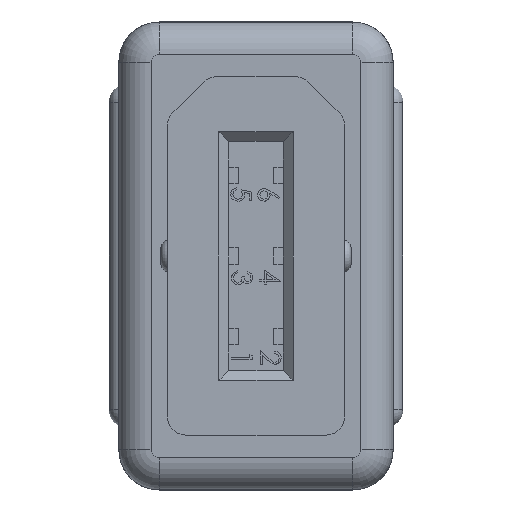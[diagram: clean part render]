
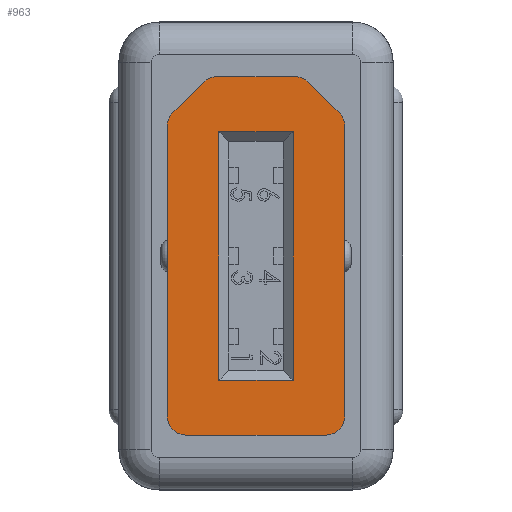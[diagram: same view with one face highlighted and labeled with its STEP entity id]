
A CAD part, left-side view. The second image highlights one B-rep face of the part: STEP entity #963.
In plain terms, the highlighted face is planar.
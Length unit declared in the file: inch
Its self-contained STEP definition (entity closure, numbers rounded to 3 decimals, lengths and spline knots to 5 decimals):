
#461 = EDGE_LOOP ( 'NONE', ( #1006, #998, #1067, #1013 ) ) ;
#741 = VERTEX_POINT ( 'NONE', #7751 ) ;
#743 = EDGE_CURVE ( 'NONE', #744, #741, #7750, .T. ) ;
#744 = VERTEX_POINT ( 'NONE', #7746 ) ;
#782 = VERTEX_POINT ( 'NONE', #7867 ) ;
#814 = EDGE_CURVE ( 'NONE', #815, #782, #7951, .T. ) ;
#815 = VERTEX_POINT ( 'NONE', #7946 ) ;
#922 = VERTEX_POINT ( 'NONE', #8370 ) ;
#924 = EDGE_CURVE ( 'NONE', #992, #922, #8368, .T. ) ;
#928 = EDGE_CURVE ( 'NONE', #959, #744, #8360, .T. ) ;
#936 = VERTEX_POINT ( 'NONE', #8406 ) ;
#938 = EDGE_CURVE ( 'NONE', #1032, #936, #8405, .T. ) ;
#941 = EDGE_CURVE ( 'NONE', #967, #977, #8396, .T. ) ;
#947 = EDGE_CURVE ( 'NONE', #782, #959, #8385, .T. ) ;
#959 = VERTEX_POINT ( 'NONE', #8418 ) ;
#961 = EDGE_CURVE ( 'NONE', #936, #815, #8416, .T. ) ;
#963 = ADVANCED_FACE ( 'NONE', ( #8417, #8478 ), #8477, .F. ) ;
#967 = VERTEX_POINT ( 'NONE', #8467 ) ;
#969 = EDGE_CURVE ( 'NONE', #741, #967, #8465, .T. ) ;
#977 = VERTEX_POINT ( 'NONE', #8450 ) ;
#981 = VERTEX_POINT ( 'NONE', #8509 ) ;
#983 = EDGE_CURVE ( 'NONE', #977, #981, #8508, .T. ) ;
#992 = VERTEX_POINT ( 'NONE', #8488 ) ;
#994 = EDGE_CURVE ( 'NONE', #981, #992, #8487, .T. ) ;
#996 = ORIENTED_EDGE ( 'NONE', *, *, #928, .T. ) ;
#997 = ORIENTED_EDGE ( 'NONE', *, *, #743, .T. ) ;
#998 = ORIENTED_EDGE ( 'NONE', *, *, #1007, .T. ) ;
#999 = EDGE_CURVE ( 'NONE', #1059, #1021, #8483, .T. ) ;
#1000 = ORIENTED_EDGE ( 'NONE', *, *, #961, .T. ) ;
#1006 = ORIENTED_EDGE ( 'NONE', *, *, #1023, .T. ) ;
#1007 = EDGE_CURVE ( 'NONE', #1078, #1059, #8533, .T. ) ;
#1008 = ORIENTED_EDGE ( 'NONE', *, *, #983, .T. ) ;
#1009 = ORIENTED_EDGE ( 'NONE', *, *, #994, .T. ) ;
#1013 = ORIENTED_EDGE ( 'NONE', *, *, #1076, .T. ) ;
#1014 = VERTEX_POINT ( 'NONE', #8529 ) ;
#1018 = ORIENTED_EDGE ( 'NONE', *, *, #924, .T. ) ;
#1019 = ORIENTED_EDGE ( 'NONE', *, *, #1034, .T. ) ;
#1020 = ORIENTED_EDGE ( 'NONE', *, *, #938, .T. ) ;
#1021 = VERTEX_POINT ( 'NONE', #8565 ) ;
#1022 = ORIENTED_EDGE ( 'NONE', *, *, #814, .T. ) ;
#1023 = EDGE_CURVE ( 'NONE', #1014, #1078, #8564, .T. ) ;
#1032 = VERTEX_POINT ( 'NONE', #8545 ) ;
#1034 = EDGE_CURVE ( 'NONE', #922, #1032, #8543, .T. ) ;
#1054 = ORIENTED_EDGE ( 'NONE', *, *, #947, .T. ) ;
#1059 = VERTEX_POINT ( 'NONE', #8578 ) ;
#1067 = ORIENTED_EDGE ( 'NONE', *, *, #999, .T. ) ;
#1074 = ORIENTED_EDGE ( 'NONE', *, *, #969, .T. ) ;
#1075 = ORIENTED_EDGE ( 'NONE', *, *, #941, .T. ) ;
#1076 = EDGE_CURVE ( 'NONE', #1021, #1014, #8657, .T. ) ;
#1077 = EDGE_LOOP ( 'NONE', ( #1022, #1054, #996, #997, #1074, #1075, #1008, #1009, #1018, #1019, #1020, #1000 ) ) ;
#1078 = VERTEX_POINT ( 'NONE', #8653 ) ;
#7746 = CARTESIAN_POINT ( 'NONE',  ( 0.19488, 0.10827, 0.41732 ) ) ;
#7747 = DIRECTION ( 'NONE',  ( -1., 0., 0. ) ) ;
#7748 = VECTOR ( 'NONE', #7747, 39.37008 ) ;
#7749 = CARTESIAN_POINT ( 'NONE',  ( 0.19488, 0.10827, 0.41732 ) ) ;
#7750 = LINE ( 'NONE', #7749, #7748 ) ;
#7751 = CARTESIAN_POINT ( 'NONE',  ( -0.15945, 0.10827, 0.41732 ) ) ;
#7867 = CARTESIAN_POINT ( 'NONE',  ( 0.2185, -0.08465, 0.41732 ) ) ;
#7946 = CARTESIAN_POINT ( 'NONE',  ( 0.19488, -0.10827, 0.41732 ) ) ;
#7947 = DIRECTION ( 'NONE',  ( -1., 0., 0. ) ) ;
#7948 = DIRECTION ( 'NONE',  ( 0., 0., 1. ) ) ;
#7949 = CARTESIAN_POINT ( 'NONE',  ( 0.19488, -0.08465, 0.41732 ) ) ;
#7950 = AXIS2_PLACEMENT_3D ( 'NONE', #7949, #7948, #7947 ) ;
#7951 = CIRCLE ( 'NONE', #7950, 0.02362 ) ;
#8356 = DIRECTION ( 'NONE',  ( -1., 0., 0. ) ) ;
#8357 = DIRECTION ( 'NONE',  ( 0., 0., 1. ) ) ;
#8358 = CARTESIAN_POINT ( 'NONE',  ( 0.19488, 0.08465, 0.41732 ) ) ;
#8359 = AXIS2_PLACEMENT_3D ( 'NONE', #8358, #8357, #8356 ) ;
#8360 = CIRCLE ( 'NONE', #8359, 0.02362 ) ;
#8364 = DIRECTION ( 'NONE',  ( 1., 0., 0. ) ) ;
#8365 = DIRECTION ( 'NONE',  ( 0., 0., 1. ) ) ;
#8366 = CARTESIAN_POINT ( 'NONE',  ( -0.19882, -0.04921, 0.41732 ) ) ;
#8367 = AXIS2_PLACEMENT_3D ( 'NONE', #8366, #8365, #8364 ) ;
#8368 = CIRCLE ( 'NONE', #8367, 0.01969 ) ;
#8370 = CARTESIAN_POINT ( 'NONE',  ( -0.21274, -0.06313, 0.41732 ) ) ;
#8385 = LINE ( 'NONE', #8445, #8444 ) ;
#8393 = DIRECTION ( 'NONE',  ( -0.707, -0.707, 0. ) ) ;
#8394 = VECTOR ( 'NONE', #8393, 39.37008 ) ;
#8395 = CARTESIAN_POINT ( 'NONE',  ( -0.21274, 0.06313, 0.41732 ) ) ;
#8396 = LINE ( 'NONE', #8395, #8394 ) ;
#8401 = DIRECTION ( 'NONE',  ( -1., 0., 0. ) ) ;
#8402 = DIRECTION ( 'NONE',  ( 0., 0., 1. ) ) ;
#8403 = CARTESIAN_POINT ( 'NONE',  ( -0.15945, -0.08858, 0.41732 ) ) ;
#8404 = AXIS2_PLACEMENT_3D ( 'NONE', #8403, #8402, #8401 ) ;
#8405 = CIRCLE ( 'NONE', #8404, 0.01969 ) ;
#8406 = CARTESIAN_POINT ( 'NONE',  ( -0.15945, -0.10827, 0.41732 ) ) ;
#8413 = DIRECTION ( 'NONE',  ( 1., 0., 0. ) ) ;
#8414 = VECTOR ( 'NONE', #8413, 39.37008 ) ;
#8415 = CARTESIAN_POINT ( 'NONE',  ( -0.15945, -0.10827, 0.41732 ) ) ;
#8416 = LINE ( 'NONE', #8415, #8414 ) ;
#8417 = FACE_BOUND ( 'NONE', #461, .T. ) ;
#8418 = CARTESIAN_POINT ( 'NONE',  ( 0.2185, 0.08465, 0.41732 ) ) ;
#8443 = DIRECTION ( 'NONE',  ( 0., 1., 0. ) ) ;
#8444 = VECTOR ( 'NONE', #8443, 39.37008 ) ;
#8445 = CARTESIAN_POINT ( 'NONE',  ( 0.2185, -0.08465, 0.41732 ) ) ;
#8450 = CARTESIAN_POINT ( 'NONE',  ( -0.21274, 0.06313, 0.41732 ) ) ;
#8461 = DIRECTION ( 'NONE',  ( 1., 0., 0. ) ) ;
#8462 = DIRECTION ( 'NONE',  ( 0., 0., 1. ) ) ;
#8463 = CARTESIAN_POINT ( 'NONE',  ( -0.15945, 0.08858, 0.41732 ) ) ;
#8464 = AXIS2_PLACEMENT_3D ( 'NONE', #8463, #8462, #8461 ) ;
#8465 = CIRCLE ( 'NONE', #8464, 0.01969 ) ;
#8467 = CARTESIAN_POINT ( 'NONE',  ( -0.17337, 0.1025, 0.41732 ) ) ;
#8473 = DIRECTION ( 'NONE',  ( -1., 0., 0. ) ) ;
#8474 = DIRECTION ( 'NONE',  ( 0., 0., -1. ) ) ;
#8475 = CARTESIAN_POINT ( 'NONE',  ( 0.19488, -0.08465, 0.41732 ) ) ;
#8476 = AXIS2_PLACEMENT_3D ( 'NONE', #8475, #8474, #8473 ) ;
#8477 = PLANE ( 'NONE',  #8476 ) ;
#8478 = FACE_OUTER_BOUND ( 'NONE', #1077, .T. ) ;
#8480 = DIRECTION ( 'NONE',  ( 0., 1., 0. ) ) ;
#8481 = VECTOR ( 'NONE', #8480, 39.37008 ) ;
#8482 = CARTESIAN_POINT ( 'NONE',  ( -0.15157, -0.08465, 0.41732 ) ) ;
#8483 = LINE ( 'NONE', #8482, #8481 ) ;
#8484 = DIRECTION ( 'NONE',  ( 0., -1., 0. ) ) ;
#8485 = VECTOR ( 'NONE', #8484, 39.37008 ) ;
#8486 = CARTESIAN_POINT ( 'NONE',  ( -0.2185, -0.04921, 0.41732 ) ) ;
#8487 = LINE ( 'NONE', #8486, #8485 ) ;
#8488 = CARTESIAN_POINT ( 'NONE',  ( -0.2185, -0.04921, 0.41732 ) ) ;
#8504 = DIRECTION ( 'NONE',  ( -1., 0., 0. ) ) ;
#8505 = DIRECTION ( 'NONE',  ( 0., 0., 1. ) ) ;
#8506 = CARTESIAN_POINT ( 'NONE',  ( -0.19882, 0.04921, 0.41732 ) ) ;
#8507 = AXIS2_PLACEMENT_3D ( 'NONE', #8506, #8505, #8504 ) ;
#8508 = CIRCLE ( 'NONE', #8507, 0.01969 ) ;
#8509 = CARTESIAN_POINT ( 'NONE',  ( -0.2185, 0.04921, 0.41732 ) ) ;
#8529 = CARTESIAN_POINT ( 'NONE',  ( 0.15157, 0.04528, 0.41732 ) ) ;
#8530 = DIRECTION ( 'NONE',  ( -1., 0., 0. ) ) ;
#8531 = VECTOR ( 'NONE', #8530, 39.37008 ) ;
#8532 = CARTESIAN_POINT ( 'NONE',  ( 0.19488, -0.04528, 0.41732 ) ) ;
#8533 = LINE ( 'NONE', #8532, #8531 ) ;
#8540 = DIRECTION ( 'NONE',  ( 0.707, -0.707, 0. ) ) ;
#8541 = VECTOR ( 'NONE', #8540, 39.37008 ) ;
#8542 = CARTESIAN_POINT ( 'NONE',  ( -0.21274, -0.06313, 0.41732 ) ) ;
#8543 = LINE ( 'NONE', #8542, #8541 ) ;
#8545 = CARTESIAN_POINT ( 'NONE',  ( -0.17337, -0.1025, 0.41732 ) ) ;
#8561 = DIRECTION ( 'NONE',  ( 0., -1., 0. ) ) ;
#8562 = VECTOR ( 'NONE', #8561, 39.37008 ) ;
#8563 = CARTESIAN_POINT ( 'NONE',  ( 0.15157, -0.08465, 0.41732 ) ) ;
#8564 = LINE ( 'NONE', #8563, #8562 ) ;
#8565 = CARTESIAN_POINT ( 'NONE',  ( -0.15157, 0.04528, 0.41732 ) ) ;
#8578 = CARTESIAN_POINT ( 'NONE',  ( -0.15157, -0.04528, 0.41732 ) ) ;
#8653 = CARTESIAN_POINT ( 'NONE',  ( 0.15157, -0.04528, 0.41732 ) ) ;
#8654 = DIRECTION ( 'NONE',  ( 1., 0., 0. ) ) ;
#8655 = VECTOR ( 'NONE', #8654, 39.37008 ) ;
#8656 = CARTESIAN_POINT ( 'NONE',  ( 0.19488, 0.04528, 0.41732 ) ) ;
#8657 = LINE ( 'NONE', #8656, #8655 ) ;
